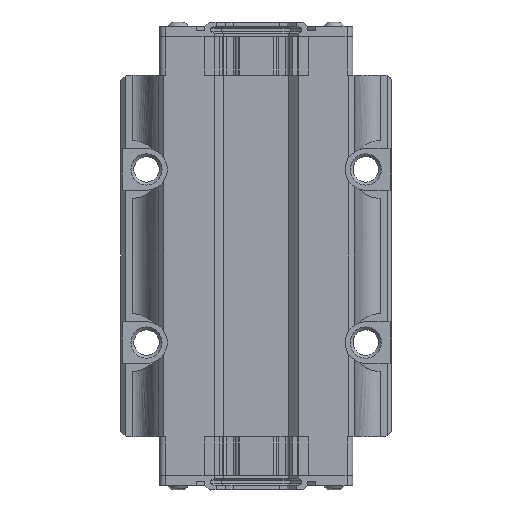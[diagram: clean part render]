
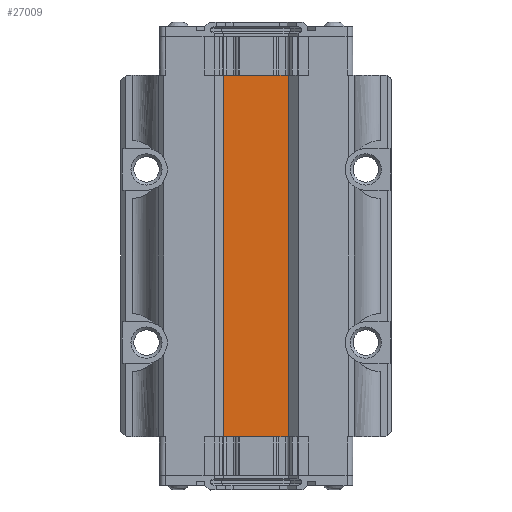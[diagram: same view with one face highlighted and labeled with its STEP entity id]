
A CAD part, front view. The second image highlights one B-rep face of the part: STEP entity #27009.
In plain terms, the highlighted planar face has unit normal (0, -1, 0).
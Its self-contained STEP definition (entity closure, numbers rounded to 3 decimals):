
#1060=FACE_OUTER_BOUND('',#2586,.T.);
#2586=EDGE_LOOP('',(#17295,#17296,#17297,#17298));
#5082=LINE('',#38615,#7811);
#5166=LINE('',#38933,#7895);
#5223=LINE('',#39159,#7952);
#5224=LINE('',#39160,#7953);
#7811=VECTOR('',#31122,11.783);
#7895=VECTOR('',#31362,11.783);
#7952=VECTOR('',#31555,62.7);
#7953=VECTOR('',#31556,62.7);
#10576=VERTEX_POINT('',#38612);
#10577=VERTEX_POINT('',#38614);
#10732=VERTEX_POINT('',#38930);
#10733=VERTEX_POINT('',#38932);
#13103=EDGE_CURVE('',#10576,#10577,#5082,.T.);
#13259=EDGE_CURVE('',#10733,#10732,#5166,.T.);
#13368=EDGE_CURVE('',#10577,#10732,#5223,.T.);
#13369=EDGE_CURVE('',#10733,#10576,#5224,.T.);
#17295=ORIENTED_EDGE('',*,*,#13368,.F.);
#17296=ORIENTED_EDGE('',*,*,#13103,.F.);
#17297=ORIENTED_EDGE('',*,*,#13369,.F.);
#17298=ORIENTED_EDGE('',*,*,#13259,.T.);
#24474=PLANE('',#28726);
#27009=ADVANCED_FACE('',(#1060),#24474,.F.);
#28726=AXIS2_PLACEMENT_3D('',#39158,#31553,#31554);
#31122=DIRECTION('',(1.,0.,0.));
#31362=DIRECTION('',(1.,0.,0.));
#31553=DIRECTION('center_axis',(0.,1.,0.));
#31554=DIRECTION('ref_axis',(0.,0.,1.));
#31555=DIRECTION('',(0.,0.,-1.));
#31556=DIRECTION('',(0.,0.,1.));
#38612=CARTESIAN_POINT('',(-5.891,2.55,31.35));
#38614=CARTESIAN_POINT('',(5.891,2.55,31.35));
#38615=CARTESIAN_POINT('',(0.,2.55,31.35));
#38930=CARTESIAN_POINT('',(5.891,2.55,-31.35));
#38932=CARTESIAN_POINT('',(-5.891,2.55,-31.35));
#38933=CARTESIAN_POINT('',(0.,2.55,-31.35));
#39158=CARTESIAN_POINT('Origin',(5.891,2.55,31.35));
#39159=CARTESIAN_POINT('',(5.891,2.55,31.35));
#39160=CARTESIAN_POINT('',(-5.891,2.55,31.35));
